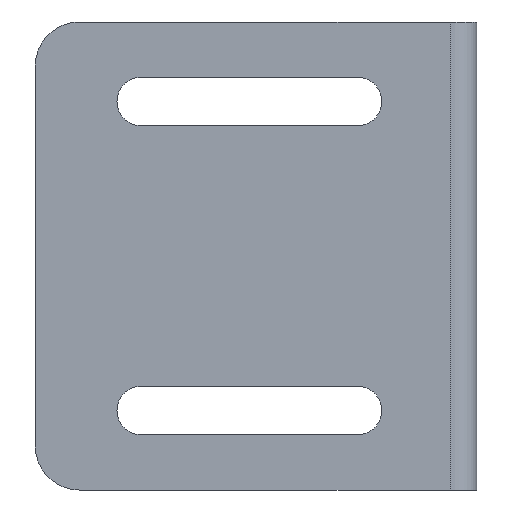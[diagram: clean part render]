
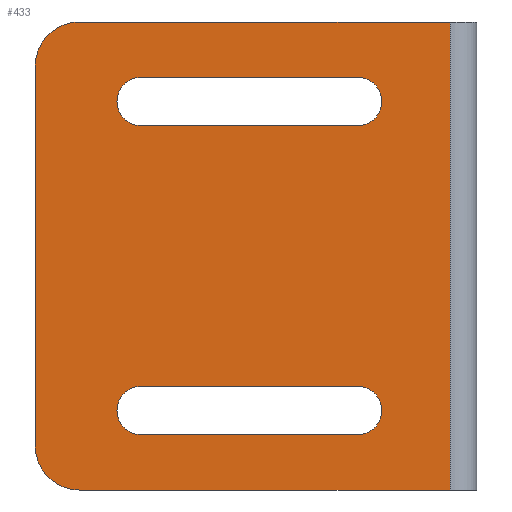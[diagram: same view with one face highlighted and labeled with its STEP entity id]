
A CAD part, left-side view. The second image highlights one B-rep face of the part: STEP entity #433.
In plain terms, the highlighted planar face has unit normal (-1, 0, 0).
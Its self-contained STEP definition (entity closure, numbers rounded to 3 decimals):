
#32=LINE('',#653,#68);
#33=LINE('',#657,#69);
#34=LINE('',#658,#70);
#35=LINE('',#661,#71);
#36=LINE('',#663,#72);
#37=LINE('',#667,#73);
#38=LINE('',#673,#74);
#39=LINE('',#677,#75);
#68=VECTOR('',#522,1000.);
#69=VECTOR('',#525,1000.);
#70=VECTOR('',#526,1000.);
#71=VECTOR('',#527,1000.);
#72=VECTOR('',#528,1000.);
#73=VECTOR('',#531,1000.);
#74=VECTOR('',#536,1000.);
#75=VECTOR('',#539,1000.);
#104=ORIENTED_EDGE('',*,*,#224,.F.);
#105=ORIENTED_EDGE('',*,*,#225,.F.);
#106=ORIENTED_EDGE('',*,*,#226,.F.);
#107=ORIENTED_EDGE('',*,*,#227,.F.);
#108=ORIENTED_EDGE('',*,*,#228,.T.);
#109=ORIENTED_EDGE('',*,*,#229,.F.);
#110=ORIENTED_EDGE('',*,*,#230,.F.);
#111=ORIENTED_EDGE('',*,*,#231,.T.);
#112=ORIENTED_EDGE('',*,*,#232,.T.);
#113=ORIENTED_EDGE('',*,*,#233,.T.);
#114=ORIENTED_EDGE('',*,*,#234,.F.);
#115=ORIENTED_EDGE('',*,*,#235,.F.);
#116=ORIENTED_EDGE('',*,*,#236,.F.);
#117=ORIENTED_EDGE('',*,*,#237,.F.);
#224=EDGE_CURVE('',#284,#285,#326,.F.);
#225=EDGE_CURVE('',#286,#284,#32,.T.);
#226=EDGE_CURVE('',#287,#286,#327,.F.);
#227=EDGE_CURVE('',#285,#287,#33,.T.);
#228=EDGE_CURVE('',#288,#289,#34,.T.);
#229=EDGE_CURVE('',#290,#289,#35,.T.);
#230=EDGE_CURVE('',#291,#290,#36,.T.);
#231=EDGE_CURVE('',#291,#292,#328,.F.);
#232=EDGE_CURVE('',#292,#293,#37,.T.);
#233=EDGE_CURVE('',#293,#288,#329,.F.);
#234=EDGE_CURVE('',#294,#295,#330,.F.);
#235=EDGE_CURVE('',#296,#294,#38,.T.);
#236=EDGE_CURVE('',#297,#296,#331,.F.);
#237=EDGE_CURVE('',#295,#297,#39,.T.);
#284=VERTEX_POINT('',#651);
#285=VERTEX_POINT('',#652);
#286=VERTEX_POINT('',#654);
#287=VERTEX_POINT('',#656);
#288=VERTEX_POINT('',#659);
#289=VERTEX_POINT('',#660);
#290=VERTEX_POINT('',#662);
#291=VERTEX_POINT('',#664);
#292=VERTEX_POINT('',#666);
#293=VERTEX_POINT('',#668);
#294=VERTEX_POINT('',#671);
#295=VERTEX_POINT('',#672);
#296=VERTEX_POINT('',#674);
#297=VERTEX_POINT('',#676);
#326=CIRCLE('',#470,2.75);
#327=CIRCLE('',#471,2.75);
#328=CIRCLE('',#472,5.);
#329=CIRCLE('',#473,5.);
#330=CIRCLE('',#474,2.75);
#331=CIRCLE('',#475,2.75);
#350=EDGE_LOOP('',(#104,#105,#106,#107));
#351=EDGE_LOOP('',(#108,#109,#110,#111,#112,#113));
#352=EDGE_LOOP('',(#114,#115,#116,#117));
#386=FACE_BOUND('',#350,.T.);
#387=FACE_BOUND('',#351,.T.);
#388=FACE_BOUND('',#352,.T.);
#422=PLANE('',#469);
#433=ADVANCED_FACE('',(#386,#387,#388),#422,.F.);
#469=AXIS2_PLACEMENT_3D('',#649,#518,#519);
#470=AXIS2_PLACEMENT_3D('',#650,#520,#521);
#471=AXIS2_PLACEMENT_3D('',#655,#523,#524);
#472=AXIS2_PLACEMENT_3D('',#665,#529,#530);
#473=AXIS2_PLACEMENT_3D('',#669,#532,#533);
#474=AXIS2_PLACEMENT_3D('',#670,#534,#535);
#475=AXIS2_PLACEMENT_3D('',#675,#537,#538);
#518=DIRECTION('',(1.,0.,0.));
#519=DIRECTION('',(0.,0.,-1.));
#520=DIRECTION('',(1.,0.,0.));
#521=DIRECTION('',(0.,0.,-1.));
#522=DIRECTION('',(0.,1.,0.));
#523=DIRECTION('',(1.,0.,0.));
#524=DIRECTION('',(0.,0.,-1.));
#525=DIRECTION('',(0.,-1.,0.));
#526=DIRECTION('',(0.,-1.,0.));
#527=DIRECTION('',(0.,0.,-1.));
#528=DIRECTION('',(0.,-1.,0.));
#529=DIRECTION('',(1.,0.,0.));
#530=DIRECTION('',(0.,0.,-1.));
#531=DIRECTION('',(0.,0.,-1.));
#532=DIRECTION('',(1.,0.,0.));
#533=DIRECTION('',(0.,0.,-1.));
#534=DIRECTION('',(1.,0.,0.));
#535=DIRECTION('',(0.,0.,-1.));
#536=DIRECTION('',(0.,1.,0.));
#537=DIRECTION('',(1.,0.,0.));
#538=DIRECTION('',(0.,0.,-1.));
#539=DIRECTION('',(0.,-1.,0.));
#649=CARTESIAN_POINT('',(0.,50.,26.5));
#650=CARTESIAN_POINT('',(0.,38.,17.5));
#651=CARTESIAN_POINT('',(0.,38.,20.25));
#652=CARTESIAN_POINT('',(0.,38.,14.75));
#653=CARTESIAN_POINT('',(0.,50.,20.25));
#654=CARTESIAN_POINT('',(0.,13.5,20.25));
#655=CARTESIAN_POINT('',(0.,13.5,17.5));
#656=CARTESIAN_POINT('',(0.,13.5,14.75));
#657=CARTESIAN_POINT('',(0.,50.,14.75));
#658=CARTESIAN_POINT('',(0.,50.,-26.5));
#659=CARTESIAN_POINT('',(0.,45.,-26.5));
#660=CARTESIAN_POINT('',(0.,3.,-26.5));
#661=CARTESIAN_POINT('',(0.,3.,26.5));
#662=CARTESIAN_POINT('',(0.,3.,26.5));
#663=CARTESIAN_POINT('',(0.,50.,26.5));
#664=CARTESIAN_POINT('',(0.,45.,26.5));
#665=CARTESIAN_POINT('',(0.,45.,21.5));
#666=CARTESIAN_POINT('',(0.,50.,21.5));
#667=CARTESIAN_POINT('',(0.,50.,26.5));
#668=CARTESIAN_POINT('',(0.,50.,-21.5));
#669=CARTESIAN_POINT('',(0.,45.,-21.5));
#670=CARTESIAN_POINT('',(0.,38.,-17.5));
#671=CARTESIAN_POINT('',(0.,38.,-14.75));
#672=CARTESIAN_POINT('',(0.,38.,-20.25));
#673=CARTESIAN_POINT('',(0.,50.,-14.75));
#674=CARTESIAN_POINT('',(0.,13.5,-14.75));
#675=CARTESIAN_POINT('',(0.,13.5,-17.5));
#676=CARTESIAN_POINT('',(0.,13.5,-20.25));
#677=CARTESIAN_POINT('',(0.,50.,-20.25));
